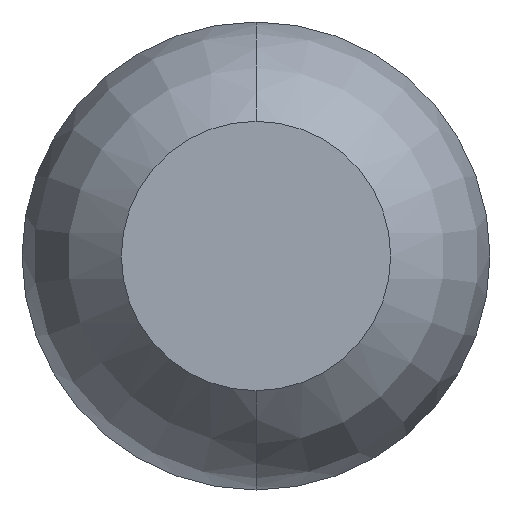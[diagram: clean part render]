
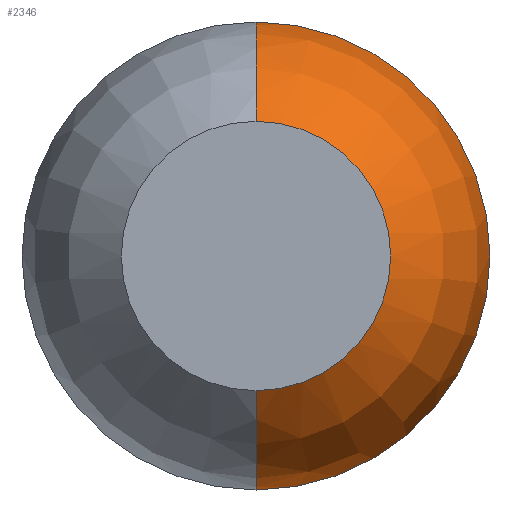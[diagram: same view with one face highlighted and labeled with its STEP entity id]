
A CAD part, front view. The second image highlights one B-rep face of the part: STEP entity #2346.
In plain terms, the highlighted toroidal (fillet/blend) face has major radius 0.005 mm and minor radius 1.01 mm.
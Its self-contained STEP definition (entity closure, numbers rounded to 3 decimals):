
#127 = CARTESIAN_POINT ( 'NONE',  ( 0., -23.873, 0.005 ) ) ;
#225 = DIRECTION ( 'NONE',  ( 0., 0., -1. ) ) ;
#312 = CARTESIAN_POINT ( 'NONE',  ( 0., -23.873, 0. ) ) ;
#504 = ORIENTED_EDGE ( 'NONE', *, *, #2637, .F. ) ;
#620 = DIRECTION ( 'NONE',  ( 0., 1., 0. ) ) ;
#645 = EDGE_LOOP ( 'NONE', ( #504, #703, #2376, #3896 ) ) ;
#658 = VERTEX_POINT ( 'NONE', #3887 ) ;
#703 = ORIENTED_EDGE ( 'NONE', *, *, #3175, .T. ) ;
#706 = TOROIDAL_SURFACE ( 'NONE', #3709, 0.005, 1.01 ) ;
#760 = CIRCLE ( 'NONE', #1777, 1.01 ) ;
#803 = EDGE_CURVE ( 'NONE', #1422, #1561, #3201, .T. ) ;
#812 = CARTESIAN_POINT ( 'NONE',  ( 0., -23.873, 1.015 ) ) ;
#928 = AXIS2_PLACEMENT_3D ( 'NONE', #3831, #1106, #225 ) ;
#1106 = DIRECTION ( 'NONE',  ( 0., -1., 0. ) ) ;
#1111 = CARTESIAN_POINT ( 'NONE',  ( 0., -23.873, -0.005 ) ) ;
#1165 = FACE_OUTER_BOUND ( 'NONE', #645, .T. ) ;
#1216 = DIRECTION ( 'NONE',  ( 0., 0., 1. ) ) ;
#1362 = DIRECTION ( 'NONE',  ( 0., 1., 0. ) ) ;
#1422 = VERTEX_POINT ( 'NONE', #1938 ) ;
#1561 = VERTEX_POINT ( 'NONE', #812 ) ;
#1777 = AXIS2_PLACEMENT_3D ( 'NONE', #1111, #2296, #2891 ) ;
#1938 = CARTESIAN_POINT ( 'NONE',  ( 0., -24.7, 0.584 ) ) ;
#2109 = CIRCLE ( 'NONE', #2621, 1.015 ) ;
#2296 = DIRECTION ( 'NONE',  ( 1., 0., 0. ) ) ;
#2346 = ADVANCED_FACE ( 'Defeature ausgef�hrt1_0', ( #1165 ), #706, .T. ) ;
#2376 = ORIENTED_EDGE ( 'NONE', *, *, #3145, .F. ) ;
#2508 = VERTEX_POINT ( 'NONE', #3405 ) ;
#2601 = DIRECTION ( 'NONE',  ( 0., 0., 1. ) ) ;
#2621 = AXIS2_PLACEMENT_3D ( 'NONE', #3484, #1362, #2601 ) ;
#2636 = DIRECTION ( 'NONE',  ( -1., 0., 0. ) ) ;
#2637 = EDGE_CURVE ( 'Defeature ausgef�hrt1_5+Defeature ausgef�hrt1_0+Defeature ausgef�hrt1_0+Defeature ausgef�hrt1_0', #2508, #1422, #2642, .T. ) ;
#2642 = CIRCLE ( 'NONE', #928, 0.584 ) ;
#2891 = DIRECTION ( 'NONE',  ( 0., 0., -1. ) ) ;
#2940 = DIRECTION ( 'NONE',  ( 0., 0., 1. ) ) ;
#3145 = EDGE_CURVE ( 'Defeature ausgef�hrt1_1+Defeature ausgef�hrt1_0+Defeature ausgef�hrt1_0+Defeature ausgef�hrt1_0', #1561, #658, #2109, .T. ) ;
#3175 = EDGE_CURVE ( 'NONE', #2508, #658, #760, .T. ) ;
#3201 = CIRCLE ( 'NONE', #3400, 1.01 ) ;
#3400 = AXIS2_PLACEMENT_3D ( 'NONE', #127, #2636, #2940 ) ;
#3405 = CARTESIAN_POINT ( 'NONE',  ( 0., -24.7, -0.584 ) ) ;
#3484 = CARTESIAN_POINT ( 'NONE',  ( 0., -23.873, 0. ) ) ;
#3709 = AXIS2_PLACEMENT_3D ( 'NONE', #312, #620, #1216 ) ;
#3831 = CARTESIAN_POINT ( 'NONE',  ( 0., -24.7, 0. ) ) ;
#3887 = CARTESIAN_POINT ( 'NONE',  ( 0., -23.873, -1.015 ) ) ;
#3896 = ORIENTED_EDGE ( 'NONE', *, *, #803, .F. ) ;
